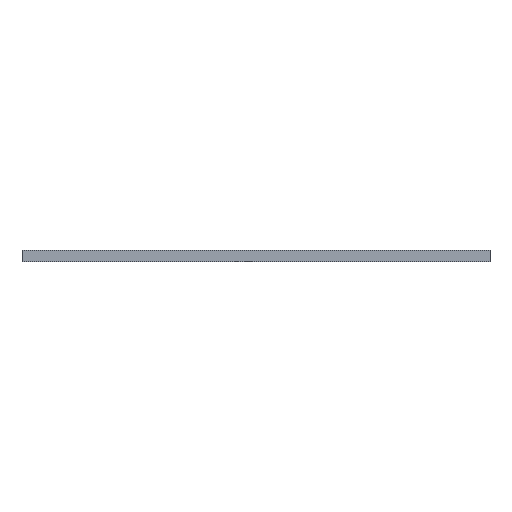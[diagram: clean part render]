
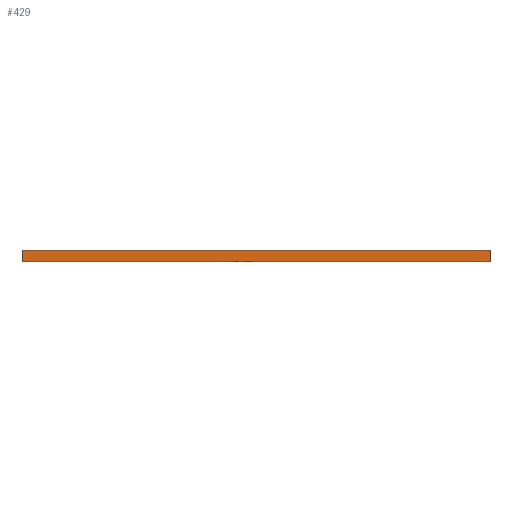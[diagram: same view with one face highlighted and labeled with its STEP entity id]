
A CAD part, left-side view. The second image highlights one B-rep face of the part: STEP entity #429.
In plain terms, the highlighted planar face has unit normal (-1, 0, 0).
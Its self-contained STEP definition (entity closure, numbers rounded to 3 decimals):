
#69 = VECTOR ( 'NONE', #737, 1000. ) ;
#77 = ORIENTED_EDGE ( 'NONE', *, *, #185, .F. ) ;
#79 = PLANE ( 'NONE',  #98 ) ;
#98 = AXIS2_PLACEMENT_3D ( 'NONE', #378, #234, #209 ) ;
#100 = ORIENTED_EDGE ( 'NONE', *, *, #667, .T. ) ;
#139 = EDGE_LOOP ( 'NONE', ( #100, #77, #364, #580 ) ) ;
#185 = EDGE_CURVE ( 'NONE', #298, #371, #343, .T. ) ;
#209 = DIRECTION ( 'NONE',  ( 0., 1., 0. ) ) ;
#234 = DIRECTION ( 'NONE',  ( 1., 0., 0. ) ) ;
#236 = VERTEX_POINT ( 'NONE', #511 ) ;
#298 = VERTEX_POINT ( 'NONE', #931 ) ;
#319 = DIRECTION ( 'NONE',  ( 0., 0., -1. ) ) ;
#343 = LINE ( 'NONE', #407, #377 ) ;
#355 = VECTOR ( 'NONE', #772, 1000. ) ;
#364 = ORIENTED_EDGE ( 'NONE', *, *, #482, .F. ) ;
#371 = VERTEX_POINT ( 'NONE', #942 ) ;
#377 = VECTOR ( 'NONE', #557, 1000. ) ;
#378 = CARTESIAN_POINT ( 'NONE',  ( -100., 125., 6.35 ) ) ;
#407 = CARTESIAN_POINT ( 'NONE',  ( -100., -125., 6.35 ) ) ;
#429 = ADVANCED_FACE ( 'NONE', ( #736 ), #79, .F. ) ;
#430 = LINE ( 'NONE', #777, #355 ) ;
#452 = LINE ( 'NONE', #462, #549 ) ;
#462 = CARTESIAN_POINT ( 'NONE',  ( -100., 125., 6.35 ) ) ;
#482 = EDGE_CURVE ( 'NONE', #648, #298, #430, .T. ) ;
#511 = CARTESIAN_POINT ( 'NONE',  ( -100., 125., 0. ) ) ;
#549 = VECTOR ( 'NONE', #319, 1000. ) ;
#557 = DIRECTION ( 'NONE',  ( 0., 0., -1. ) ) ;
#580 = ORIENTED_EDGE ( 'NONE', *, *, #623, .T. ) ;
#609 = CARTESIAN_POINT ( 'NONE',  ( -100., 125., 0. ) ) ;
#623 = EDGE_CURVE ( 'NONE', #648, #236, #452, .T. ) ;
#648 = VERTEX_POINT ( 'NONE', #820 ) ;
#667 = EDGE_CURVE ( 'NONE', #236, #371, #747, .T. ) ;
#736 = FACE_OUTER_BOUND ( 'NONE', #139, .T. ) ;
#737 = DIRECTION ( 'NONE',  ( 0., -1., 0. ) ) ;
#747 = LINE ( 'NONE', #609, #69 ) ;
#772 = DIRECTION ( 'NONE',  ( 0., -1., 0. ) ) ;
#777 = CARTESIAN_POINT ( 'NONE',  ( -100., 125., 6.35 ) ) ;
#820 = CARTESIAN_POINT ( 'NONE',  ( -100., 125., 6.35 ) ) ;
#931 = CARTESIAN_POINT ( 'NONE',  ( -100., -125., 6.35 ) ) ;
#942 = CARTESIAN_POINT ( 'NONE',  ( -100., -125., 0. ) ) ;
